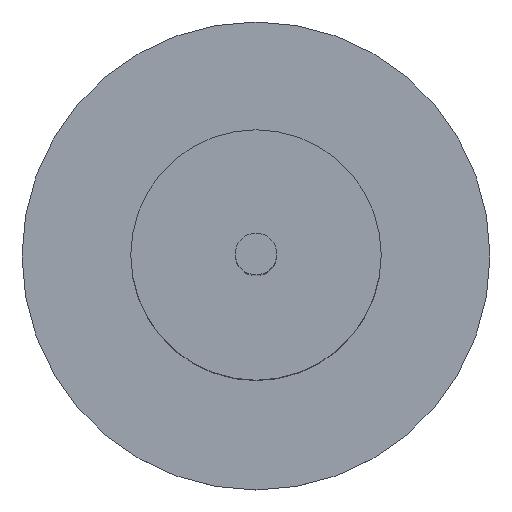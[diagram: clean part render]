
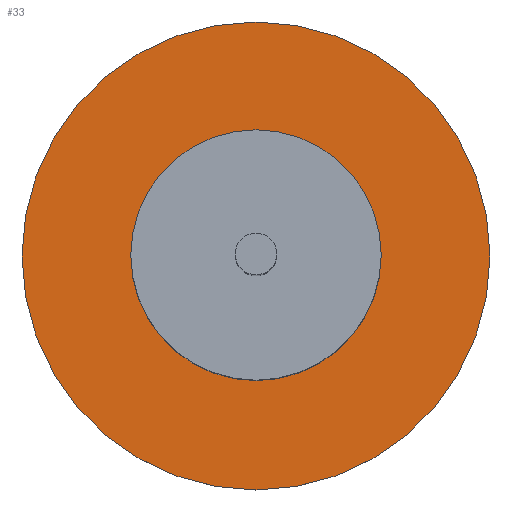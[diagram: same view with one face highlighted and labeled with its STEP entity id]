
A CAD part, top view. The second image highlights one B-rep face of the part: STEP entity #33.
In plain terms, the highlighted planar face has unit normal (0, 0, 1).
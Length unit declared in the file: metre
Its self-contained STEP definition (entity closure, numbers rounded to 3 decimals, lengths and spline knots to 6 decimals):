
#4 = ORIENTED_EDGE ( 'NONE', *, *, #95, .T. ) ;
#13 = AXIS2_PLACEMENT_3D ( 'NONE', #67, #312, #171 ) ;
#25 = VERTEX_POINT ( 'NONE', #139 ) ;
#33 = ADVANCED_FACE ( 'NONE', ( #63, #199 ), #166, .T. ) ;
#45 = CARTESIAN_POINT ( 'NONE',  ( 0., 0., -0.66 ) ) ;
#61 = CIRCLE ( 'NONE', #142, 0.57 ) ;
#63 = FACE_BOUND ( 'NONE', #105, .T. ) ;
#67 = CARTESIAN_POINT ( 'NONE',  ( 0., 0., -0.66 ) ) ;
#82 = CIRCLE ( 'NONE', #441, 0.57 ) ;
#95 = EDGE_CURVE ( 'NONE', #310, #25, #82, .T. ) ;
#96 = AXIS2_PLACEMENT_3D ( 'NONE', #136, #274, #403 ) ;
#97 = CIRCLE ( 'NONE', #13, 0.0508 ) ;
#105 = EDGE_LOOP ( 'NONE', ( #143, #187 ) ) ;
#112 = VERTEX_POINT ( 'NONE', #123 ) ;
#119 = CARTESIAN_POINT ( 'NONE',  ( 0., 0., -0.66 ) ) ;
#123 = CARTESIAN_POINT ( 'NONE',  ( -0.0508, 0., -0.66 ) ) ;
#136 = CARTESIAN_POINT ( 'NONE',  ( 0., 0., -0.66 ) ) ;
#137 = EDGE_CURVE ( 'NONE', #442, #112, #311, .T. ) ;
#139 = CARTESIAN_POINT ( 'NONE',  ( -0.57, 0., -0.66 ) ) ;
#142 = AXIS2_PLACEMENT_3D ( 'NONE', #364, #397, #193 ) ;
#143 = ORIENTED_EDGE ( 'NONE', *, *, #396, .F. ) ;
#160 = CARTESIAN_POINT ( 'NONE',  ( 0.57, 0., -0.66 ) ) ;
#166 = PLANE ( 'NONE',  #96 ) ;
#171 = DIRECTION ( 'NONE',  ( 1., 0., 0. ) ) ;
#187 = ORIENTED_EDGE ( 'NONE', *, *, #137, .F. ) ;
#193 = DIRECTION ( 'NONE',  ( 1., 0., 0. ) ) ;
#199 = FACE_OUTER_BOUND ( 'NONE', #263, .T. ) ;
#263 = EDGE_LOOP ( 'NONE', ( #445, #4 ) ) ;
#274 = DIRECTION ( 'NONE',  ( 0., 0., 1. ) ) ;
#287 = DIRECTION ( 'NONE',  ( 0., 0., 1. ) ) ;
#294 = EDGE_CURVE ( 'NONE', #25, #310, #61, .T. ) ;
#310 = VERTEX_POINT ( 'NONE', #160 ) ;
#311 = CIRCLE ( 'NONE', #393, 0.0508 ) ;
#312 = DIRECTION ( 'NONE',  ( 0., 0., 1. ) ) ;
#324 = DIRECTION ( 'NONE',  ( 1., 0., 0. ) ) ;
#346 = CARTESIAN_POINT ( 'NONE',  ( 0.0508, 0., -0.66 ) ) ;
#364 = CARTESIAN_POINT ( 'NONE',  ( 0., 0., -0.66 ) ) ;
#393 = AXIS2_PLACEMENT_3D ( 'NONE', #45, #414, #324 ) ;
#396 = EDGE_CURVE ( 'NONE', #112, #442, #97, .T. ) ;
#397 = DIRECTION ( 'NONE',  ( 0., 0., 1. ) ) ;
#403 = DIRECTION ( 'NONE',  ( 1., 0., 0. ) ) ;
#414 = DIRECTION ( 'NONE',  ( 0., 0., 1. ) ) ;
#423 = DIRECTION ( 'NONE',  ( 1., 0., 0. ) ) ;
#441 = AXIS2_PLACEMENT_3D ( 'NONE', #119, #287, #423 ) ;
#442 = VERTEX_POINT ( 'NONE', #346 ) ;
#445 = ORIENTED_EDGE ( 'NONE', *, *, #294, .T. ) ;
